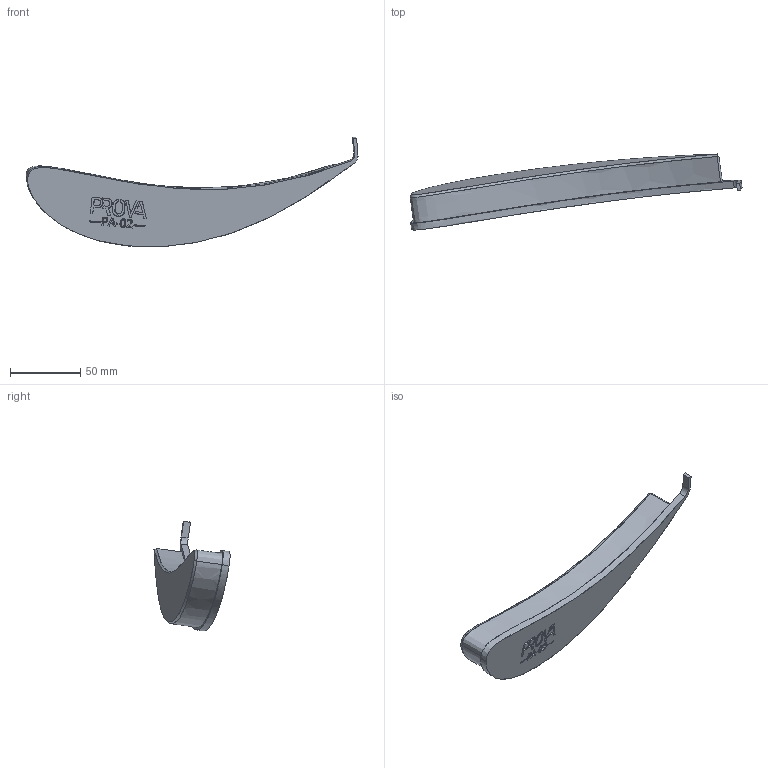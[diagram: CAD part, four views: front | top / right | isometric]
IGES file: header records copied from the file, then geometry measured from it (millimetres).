
Start section: START RECORD GO HERE.
Global section: file name: Synthese Fond vase7.igs; native system: DASSAULT SYSTEMES CATIA V5 R20 - www.3ds.com; preprocessor: CATIA Version 5 Release 20 ; author: Lawrence; organization: Lawrence-TOSH; date: 20201130.222941; units: millimetre
Bounding box: 236.86 x 54.28 x 78.23 mm (x, y, z)
Surface area: 34969.1 mm2 (no closed solid volume)
Topology: 0 solids, 0 shells, 219 faces, 1191 edges, 1190 vertices
Faces by surface type: extrusion 113, plane 100, revolution 4, bspline 2
